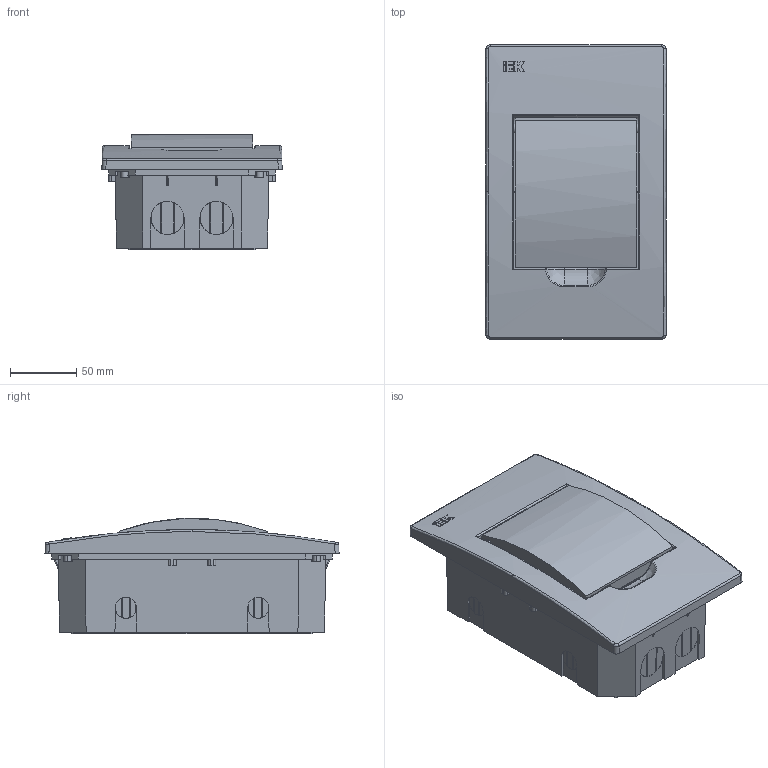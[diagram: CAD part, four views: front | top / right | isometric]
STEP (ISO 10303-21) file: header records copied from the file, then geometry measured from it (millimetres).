
FILE_DESCRIPTION (( 'STEP AP203' ), '1' );
FILE_NAME ('MKP12-V-04-40-20 Áîêñ ÙÐÂ-Ï-4 ìîäóëÿ âñòð.ïëàñòèê IP41.STEP', '2016-08-11T09:14:06', ( '' ), ( '' ), 'SwSTEP 2.0', 'SolidWorks 2014', '' );
FILE_SCHEMA (( 'CONFIG_CONTROL_DESIGN' ));
Length unit declared in the file: millimetre
Products named in the file (2): MKP12-V-04-40-20 Áîêñ ÙÐÂ-Ï-4 ìîäóëÿ âñòð.ïëàñòèê IP41
Bounding box: 136.02 x 222.01 x 86.87 mm (x, y, z)
Volume: 273771.6 mm3; surface area: 296122.8 mm2
Topology: 15 solids, 15 shells, 1572 faces, 4267 edges, 2762 vertices
Faces by surface type: plane 1070, cylinder 310, cone 106, bspline 86
Entity records: 52945 total; most frequent: CARTESIAN_POINT 14621, ORIENTED_EDGE 8502, DIRECTION 7204, EDGE_CURVE 4251, LINE 2966, VECTOR 2966, VERTEX_POINT 2762, AXIS2_PLACEMENT_3D 2119
